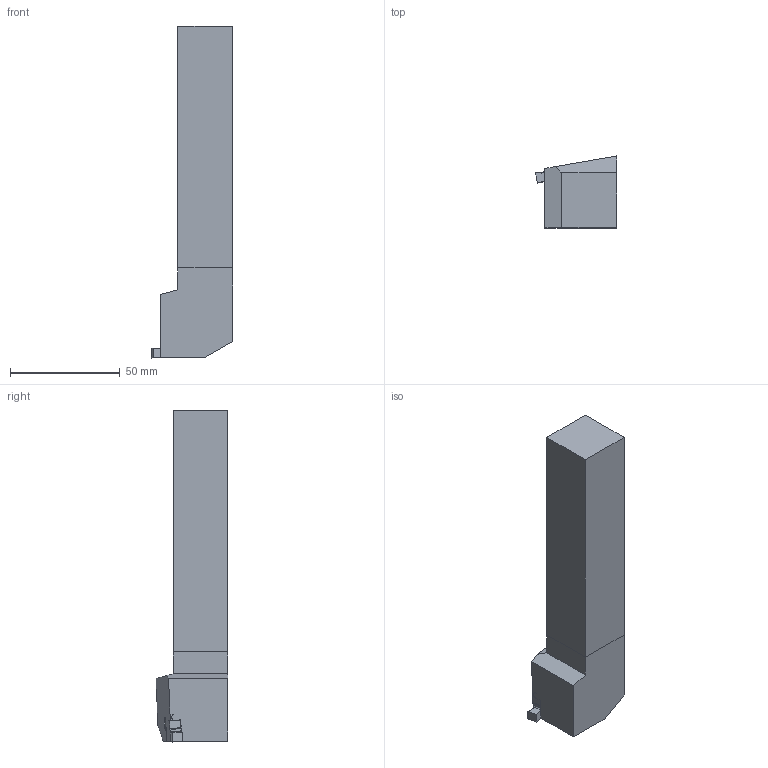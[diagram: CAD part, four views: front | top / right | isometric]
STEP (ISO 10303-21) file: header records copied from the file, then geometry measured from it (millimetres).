
FILE_DESCRIPTION(/* description */ (''),/* implementation_level */ '2;1');
FILE_NAME(/* name */ 'CEAR2525M14HD.stp',/* time_stamp */ '2018-03-29T15:43:55+05:00',/* author */ (''),/* organization */ (''),/* preprocessor_version */ 'ST-DEVELOPER v16',/* originating_system */ 'SIEMENS PLM Software NX 11.0',/* authorisation */ '');
FILE_SCHEMA (('AUTOMOTIVE_DESIGN { 1 0 10303 214 3 1 1 1 }'));
Length unit declared in the file: millimetre
Products named in the file (1): inpu6F9Dr3g6
Bounding box: 36.85 x 32.74 x 151.01 mm (x, y, z)
Volume: 102121.4 mm3; surface area: 19371.3 mm2
Topology: 5 solids, 5 shells, 49 faces, 117 edges, 78 vertices
Faces by surface type: plane 38, cylinder 7, bspline 4
Full cylindrical faces by diameter (mm): 3 x2
Entity records: 1674 total; most frequent: CARTESIAN_POINT 488, ORIENTED_EDGE 228, DIRECTION 212, EDGE_CURVE 114, LINE 86, VECTOR 86, VERTEX_POINT 77, AXIS2_PLACEMENT_3D 63
